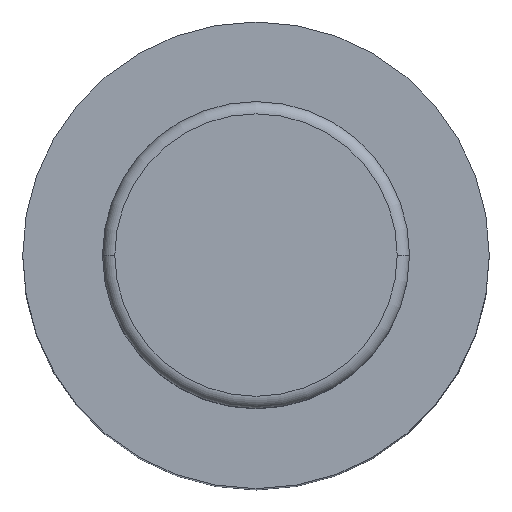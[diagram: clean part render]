
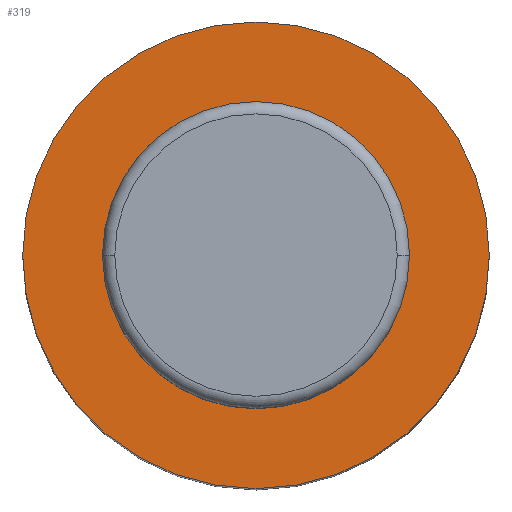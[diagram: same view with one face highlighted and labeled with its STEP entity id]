
A CAD part, top view. The second image highlights one B-rep face of the part: STEP entity #319.
In plain terms, the highlighted planar face has unit normal (0, 0, 1).
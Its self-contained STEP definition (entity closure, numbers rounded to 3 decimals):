
#63 = DIRECTION ( 'NONE',  ( -1., 0., 0. ) ) ;
#85 = DIRECTION ( 'NONE',  ( 0., 0., -1. ) ) ;
#86 = CIRCLE ( 'NONE', #676, 19. ) ;
#135 = CARTESIAN_POINT ( 'NONE',  ( -12.5, 0., 63. ) ) ;
#149 = EDGE_CURVE ( 'NONE', #438, #316, #762, .T. ) ;
#160 = CARTESIAN_POINT ( 'NONE',  ( -12.5, 0., 63. ) ) ;
#209 = CARTESIAN_POINT ( 'NONE',  ( -19., 0., 63. ) ) ;
#244 = EDGE_CURVE ( 'NONE', #559, #473, #893, .T. ) ;
#258 = DIRECTION ( 'NONE',  ( -1., 0., 0. ) ) ;
#277 = PLANE ( 'NONE',  #927 ) ;
#284 = EDGE_CURVE ( 'NONE', #473, #559, #86, .T. ) ;
#292 = DIRECTION ( 'NONE',  ( 0., 0., -1. ) ) ;
#299 = CARTESIAN_POINT ( 'NONE',  ( 0., 0., 63. ) ) ;
#316 = VERTEX_POINT ( 'NONE', #474 ) ;
#319 = ADVANCED_FACE ( 'NONE', ( #333, #916 ), #277, .T. ) ;
#328 = DIRECTION ( 'NONE',  ( -1., 0., 0. ) ) ;
#330 = DIRECTION ( 'NONE',  ( 1., 0., 0. ) ) ;
#333 = FACE_BOUND ( 'NONE', #607, .T. ) ;
#357 = EDGE_LOOP ( 'NONE', ( #360, #748 ) ) ;
#360 = ORIENTED_EDGE ( 'NONE', *, *, #284, .F. ) ;
#366 = DIRECTION ( 'NONE',  ( 0., 0., -1. ) ) ;
#372 = DIRECTION ( 'NONE',  ( 0., 0., 1. ) ) ;
#417 = ORIENTED_EDGE ( 'NONE', *, *, #149, .T. ) ;
#438 = VERTEX_POINT ( 'NONE', #160 ) ;
#459 = CARTESIAN_POINT ( 'NONE',  ( 19., 0., 63. ) ) ;
#472 = AXIS2_PLACEMENT_3D ( 'NONE', #299, #366, #328 ) ;
#473 = VERTEX_POINT ( 'NONE', #209 ) ;
#474 = CARTESIAN_POINT ( 'NONE',  ( 12.5, 0., 63. ) ) ;
#514 = CARTESIAN_POINT ( 'NONE',  ( 0., 0., 63. ) ) ;
#559 = VERTEX_POINT ( 'NONE', #459 ) ;
#604 = ORIENTED_EDGE ( 'NONE', *, *, #801, .T. ) ;
#606 = CARTESIAN_POINT ( 'NONE',  ( 0., 0., 63. ) ) ;
#607 = EDGE_LOOP ( 'NONE', ( #417, #604 ) ) ;
#676 = AXIS2_PLACEMENT_3D ( 'NONE', #606, #85, #791 ) ;
#726 = AXIS2_PLACEMENT_3D ( 'NONE', #514, #292, #258 ) ;
#748 = ORIENTED_EDGE ( 'NONE', *, *, #244, .F. ) ;
#762 = CIRCLE ( 'NONE', #726, 12.5 ) ;
#768 = CARTESIAN_POINT ( 'NONE',  ( 0., 0., 63. ) ) ;
#791 = DIRECTION ( 'NONE',  ( -1., 0., 0. ) ) ;
#801 = EDGE_CURVE ( 'NONE', #316, #438, #804, .T. ) ;
#804 = CIRCLE ( 'NONE', #472, 12.5 ) ;
#854 = AXIS2_PLACEMENT_3D ( 'NONE', #768, #910, #63 ) ;
#893 = CIRCLE ( 'NONE', #854, 19. ) ;
#910 = DIRECTION ( 'NONE',  ( 0., 0., -1. ) ) ;
#916 = FACE_OUTER_BOUND ( 'NONE', #357, .T. ) ;
#927 = AXIS2_PLACEMENT_3D ( 'NONE', #135, #372, #330 ) ;
